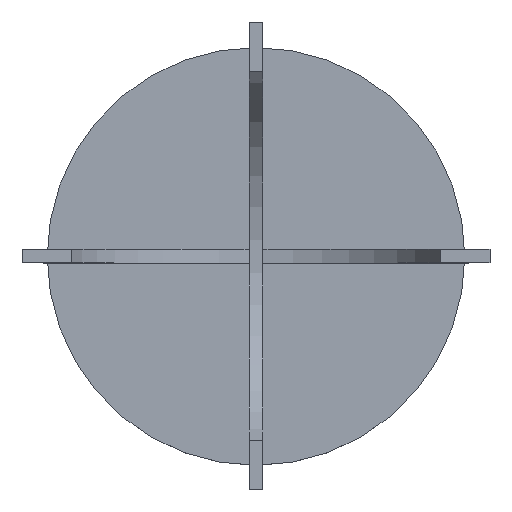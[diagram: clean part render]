
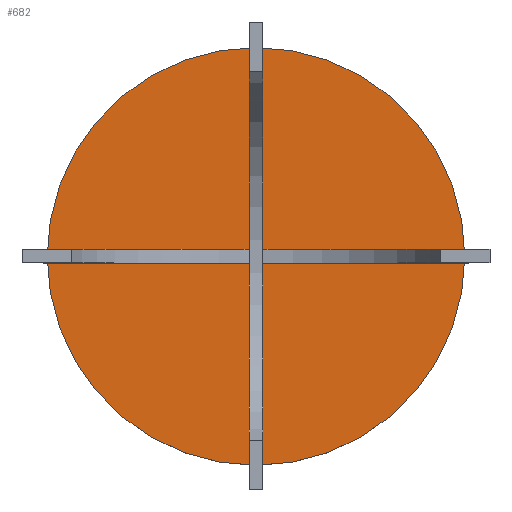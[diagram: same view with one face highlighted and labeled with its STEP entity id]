
A CAD part, top view. The second image highlights one B-rep face of the part: STEP entity #682.
In plain terms, the highlighted face is planar.
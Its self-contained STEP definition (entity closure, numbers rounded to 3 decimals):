
#39=FACE_BOUND('',#155,.T.);
#40=FACE_BOUND('',#156,.T.);
#41=FACE_BOUND('',#157,.T.);
#42=FACE_BOUND('',#158,.T.);
#72=PLANE('',#786);
#111=FACE_OUTER_BOUND('',#154,.T.);
#154=EDGE_LOOP('',(#623));
#155=EDGE_LOOP('',(#624));
#156=EDGE_LOOP('',(#625));
#157=EDGE_LOOP('',(#626));
#158=EDGE_LOOP('',(#627));
#304=CIRCLE('',#772,2.1);
#306=CIRCLE('',#775,2.1);
#308=CIRCLE('',#778,2.1);
#310=CIRCLE('',#781,2.1);
#312=CIRCLE('',#784,228.12);
#362=VERTEX_POINT('',#1151);
#364=VERTEX_POINT('',#1157);
#366=VERTEX_POINT('',#1163);
#368=VERTEX_POINT('',#1169);
#370=VERTEX_POINT('',#1175);
#444=EDGE_CURVE('',#362,#362,#304,.T.);
#447=EDGE_CURVE('',#364,#364,#306,.T.);
#450=EDGE_CURVE('',#366,#366,#308,.T.);
#453=EDGE_CURVE('',#368,#368,#310,.T.);
#456=EDGE_CURVE('',#370,#370,#312,.T.);
#623=ORIENTED_EDGE('',*,*,#456,.T.);
#624=ORIENTED_EDGE('',*,*,#453,.T.);
#625=ORIENTED_EDGE('',*,*,#450,.T.);
#626=ORIENTED_EDGE('',*,*,#447,.T.);
#627=ORIENTED_EDGE('',*,*,#444,.T.);
#682=ADVANCED_FACE('',(#111,#39,#40,#41,#42),#72,.T.);
#772=AXIS2_PLACEMENT_3D('',#1152,#951,#952);
#775=AXIS2_PLACEMENT_3D('',#1158,#958,#959);
#778=AXIS2_PLACEMENT_3D('',#1164,#965,#966);
#781=AXIS2_PLACEMENT_3D('',#1170,#972,#973);
#784=AXIS2_PLACEMENT_3D('',#1176,#979,#980);
#786=AXIS2_PLACEMENT_3D('',#1180,#984,#985);
#951=DIRECTION('center_axis',(0.,-1.,0.));
#952=DIRECTION('ref_axis',(1.,0.,0.));
#958=DIRECTION('center_axis',(0.,-1.,0.));
#959=DIRECTION('ref_axis',(1.,0.,0.));
#965=DIRECTION('center_axis',(0.,-1.,0.));
#966=DIRECTION('ref_axis',(1.,0.,0.));
#972=DIRECTION('center_axis',(0.,-1.,0.));
#973=DIRECTION('ref_axis',(1.,0.,0.));
#979=DIRECTION('center_axis',(0.,1.,0.));
#980=DIRECTION('ref_axis',(1.,0.,0.));
#984=DIRECTION('center_axis',(0.,1.,0.));
#985=DIRECTION('ref_axis',(1.,0.,0.));
#1151=CARTESIAN_POINT('',(872.9,15.,-326.92));
#1152=CARTESIAN_POINT('Origin',(875.,15.,-326.92));
#1157=CARTESIAN_POINT('',(1024.82,15.,-175.));
#1158=CARTESIAN_POINT('Origin',(1026.92,15.,-175.));
#1163=CARTESIAN_POINT('',(872.9,15.,-23.08));
#1164=CARTESIAN_POINT('Origin',(875.,15.,-23.08));
#1169=CARTESIAN_POINT('',(720.98,15.,-175.));
#1170=CARTESIAN_POINT('Origin',(723.08,15.,-175.));
#1175=CARTESIAN_POINT('',(646.88,15.,-175.));
#1176=CARTESIAN_POINT('Origin',(875.,15.,-175.));
#1180=CARTESIAN_POINT('Origin',(875.,15.,-175.));
